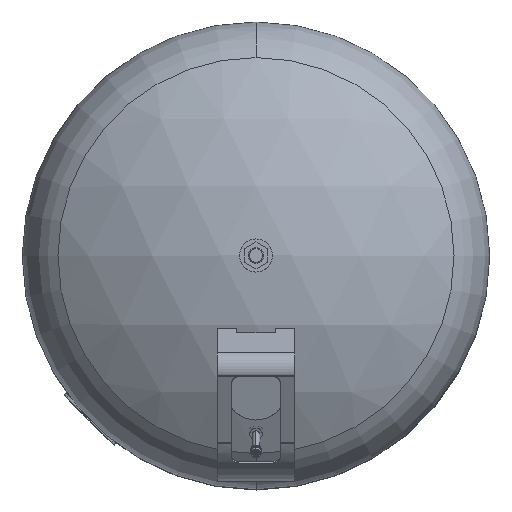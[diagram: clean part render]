
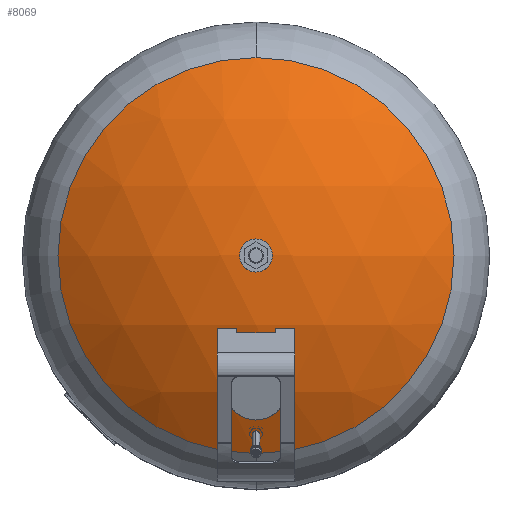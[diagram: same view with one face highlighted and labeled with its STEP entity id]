
A CAD part, top view. The second image highlights one B-rep face of the part: STEP entity #8069.
In plain terms, the highlighted spherical face has radius 354.5 mm.
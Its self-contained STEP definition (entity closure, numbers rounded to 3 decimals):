
#8008=CARTESIAN_POINT('',(0.,203.326,717.894));
#8009=VERTEX_POINT('',#8008);
#8025=CARTESIAN_POINT('',(0.,-203.326,717.894));
#8026=VERTEX_POINT('',#8025);
#8034=CARTESIAN_POINT('',(-203.326,0.,717.894));
#8035=VERTEX_POINT('',#8034);
#8036=CARTESIAN_POINT('',(0.,0.,717.894));
#8037=DIRECTION('',(0.0,0.0,-1.0));
#8038=DIRECTION('',(-1.0,0.0,0.0));
#8039=AXIS2_PLACEMENT_3D('',#8036,#8037,#8038);
#8040=CIRCLE('',#8039,203.326);
#8041=EDGE_CURVE('',#8026,#8035,#8040,.T.);
#8043=CARTESIAN_POINT('',(0.,0.,717.894));
#8044=DIRECTION('',(0.0,0.0,-1.0));
#8045=DIRECTION('',(-1.0,0.0,0.0));
#8046=AXIS2_PLACEMENT_3D('',#8043,#8044,#8045);
#8047=CIRCLE('',#8046,203.326);
#8048=EDGE_CURVE('',#8035,#8009,#8047,.T.);
#8053=CARTESIAN_POINT('',(0.,0.,427.5));
#8054=DIRECTION('',(0.0,1.0,0.0));
#8055=DIRECTION('',(1.0,0.0,0.0));
#8056=AXIS2_PLACEMENT_3D('',#8053,#8054,#8055);
#8057=SPHERICAL_SURFACE('',#8056,354.5);
#8058=ORIENTED_EDGE('',*,*,#8048,.F.);
#8059=ORIENTED_EDGE('',*,*,#8041,.F.);
#8060=CARTESIAN_POINT('',(0.,0.,717.894));
#8061=DIRECTION('',(0.0,0.0,-1.0));
#8062=DIRECTION('',(-1.0,0.0,0.0));
#8063=AXIS2_PLACEMENT_3D('',#8060,#8061,#8062);
#8064=CIRCLE('',#8063,203.326);
#8065=EDGE_CURVE('',#8009,#8026,#8064,.T.);
#8066=ORIENTED_EDGE('',*,*,#8065,.F.);
#8067=EDGE_LOOP('',(#8058,#8059,#8066));
#8068=FACE_OUTER_BOUND('',#8067,.T.);
#8069=ADVANCED_FACE('',(#8068),#8057,.T.);
